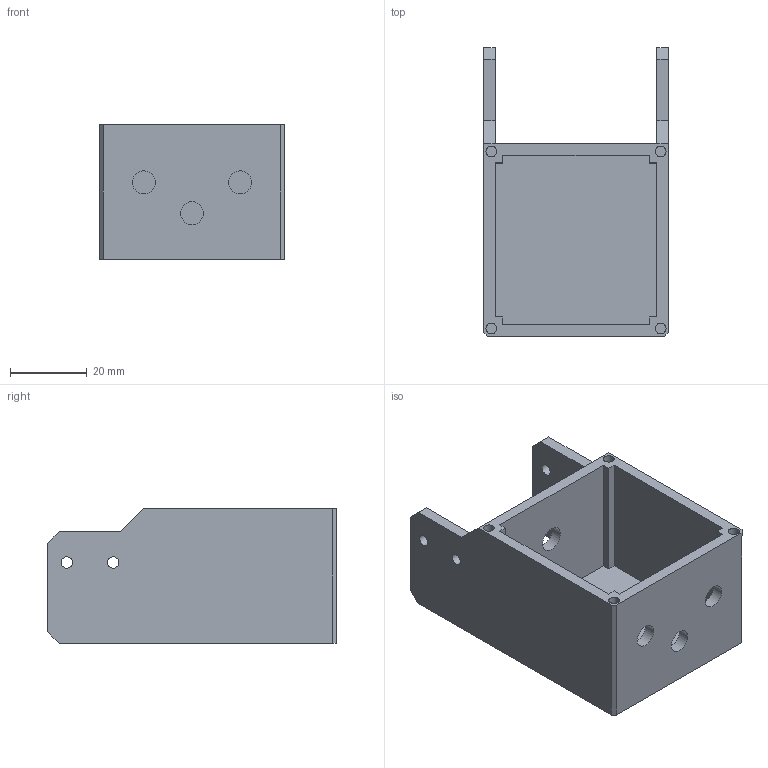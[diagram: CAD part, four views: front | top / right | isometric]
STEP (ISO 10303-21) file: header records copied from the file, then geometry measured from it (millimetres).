
FILE_DESCRIPTION(/* description */ (''),/* implementation_level */ '2;1');
FILE_NAME(/* name */ 'Current ramp box.step',/* time_stamp */ '2025-07-22T13:53:24-06:00',/* author */ (''),/* organization */ (''),/* preprocessor_version */ 'ST-DEVELOPER v20.1',/* originating_system */ 'Autodesk Translation Framework v14.10.0.0',/* authorisation */ '');
FILE_SCHEMA (('AUTOMOTIVE_DESIGN { 1 0 10303 214 3 1 1 }'));
Length unit declared in the file: millimetre
Products named in the file (2): Auto Current Ramp Box; box
Assembly tree (1 placements, depth 2):
  Auto Current Ramp Box
    box
Bounding box: 48 x 75 x 35 mm (x, y, z)
Volume: 28936.7 mm3; surface area: 20894 mm2
Topology: 1 solids, 1 shells, 49 faces, 124 edges, 82 vertices
Faces by surface type: plane 37, cylinder 12
Full cylindrical faces by diameter (mm): 2.8 x4, 3 x4, 6 x3, 6.5 x1
Entity records: 1551 total; most frequent: CARTESIAN_POINT 258, DIRECTION 252, ORIENTED_EDGE 248, EDGE_CURVE 124, LINE 100, VECTOR 100, VERTEX_POINT 82, AXIS2_PLACEMENT_3D 76
